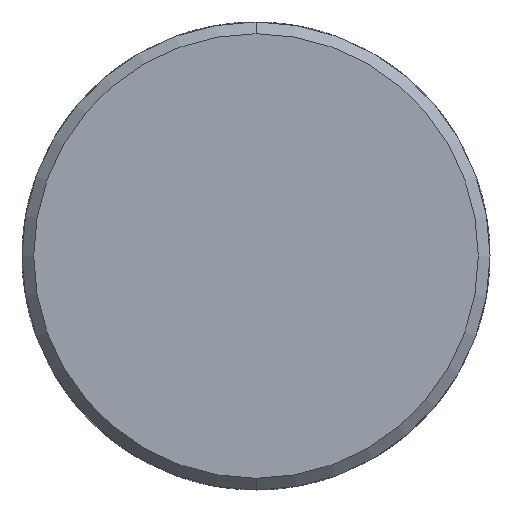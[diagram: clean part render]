
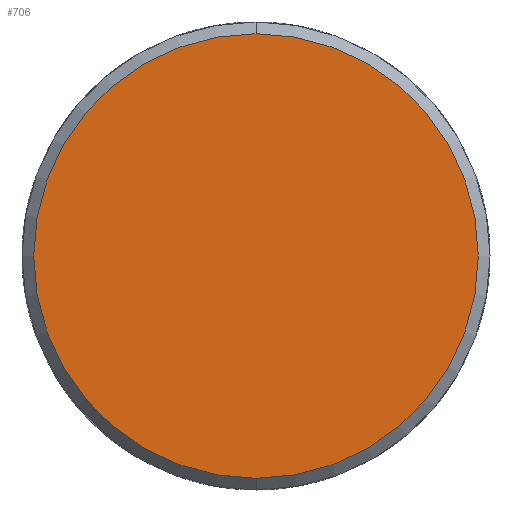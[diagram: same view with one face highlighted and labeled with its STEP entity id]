
A CAD part, front view. The second image highlights one B-rep face of the part: STEP entity #706.
In plain terms, the highlighted planar face has unit normal (0, -1, 0).
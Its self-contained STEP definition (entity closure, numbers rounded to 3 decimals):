
#9 = DIRECTION ( 'NONE',  ( 0., -1., 0. ) ) ;
#137 = CARTESIAN_POINT ( 'NONE',  ( 0., 0., 0. ) ) ;
#150 = CARTESIAN_POINT ( 'NONE',  ( 0., 0., 0. ) ) ;
#164 = AXIS2_PLACEMENT_3D ( 'NONE', #137, #677, #270 ) ;
#225 = AXIS2_PLACEMENT_3D ( 'NONE', #720, #846, #435 ) ;
#269 = EDGE_CURVE ( 'NONE', #371, #1318, #1601, .T. ) ;
#270 = DIRECTION ( 'NONE',  ( 0., 0., 1. ) ) ;
#275 = FACE_OUTER_BOUND ( 'NONE', #769, .T. ) ;
#285 = PLANE ( 'NONE',  #225 ) ;
#371 = VERTEX_POINT ( 'NONE', #1458 ) ;
#396 = CARTESIAN_POINT ( 'NONE',  ( 0., 0., 9.5 ) ) ;
#419 = EDGE_CURVE ( 'NONE', #1318, #371, #1254, .T. ) ;
#435 = DIRECTION ( 'NONE',  ( 0., 0., 1. ) ) ;
#517 = ORIENTED_EDGE ( 'NONE', *, *, #419, .T. ) ;
#582 = DIRECTION ( 'NONE',  ( 0., 0., 1. ) ) ;
#677 = DIRECTION ( 'NONE',  ( 0., -1., 0. ) ) ;
#706 = ADVANCED_FACE ( 'NONE', ( #275 ), #285, .F. ) ;
#720 = CARTESIAN_POINT ( 'NONE',  ( 0., 0., 0. ) ) ;
#769 = EDGE_LOOP ( 'NONE', ( #517, #1402 ) ) ;
#846 = DIRECTION ( 'NONE',  ( 0., 1., 0. ) ) ;
#1254 = CIRCLE ( 'NONE', #1753, 9.5 ) ;
#1318 = VERTEX_POINT ( 'NONE', #396 ) ;
#1402 = ORIENTED_EDGE ( 'NONE', *, *, #269, .T. ) ;
#1458 = CARTESIAN_POINT ( 'NONE',  ( 0., 0., -9.5 ) ) ;
#1601 = CIRCLE ( 'NONE', #164, 9.5 ) ;
#1753 = AXIS2_PLACEMENT_3D ( 'NONE', #150, #9, #582 ) ;
